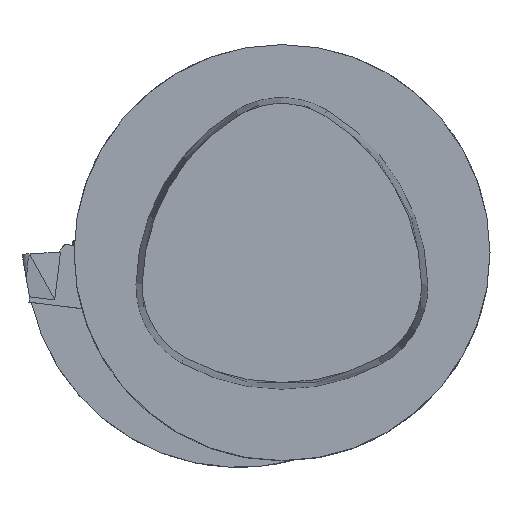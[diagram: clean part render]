
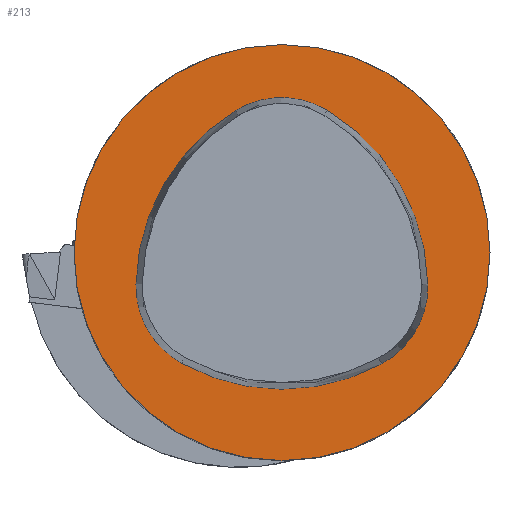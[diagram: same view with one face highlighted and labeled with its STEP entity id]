
A CAD part, top view. The second image highlights one B-rep face of the part: STEP entity #213.
In plain terms, the highlighted planar face has unit normal (0, 0, 1).
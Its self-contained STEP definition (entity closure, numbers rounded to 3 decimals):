
#79=PLANE('',#1412);
#140=FACE_OUTER_BOUND('',#590,.T.);
#213=ADVANCED_FACE('',(#140),#79,.T.);
#590=EDGE_LOOP('',(#791));
#791=ORIENTED_EDGE('',*,*,#1191,.T.);
#1049=VERTEX_POINT('',#2028);
#1191=EDGE_CURVE('',#1049,#1049,#1308,.T.);
#1308=CIRCLE('',#1406,20.);
#1406=AXIS2_PLACEMENT_3D('',#2027,#1644,#1645);
#1412=AXIS2_PLACEMENT_3D('',#2046,#1660,#1661);
#1644=DIRECTION('',(0.,0.,1.));
#1645=DIRECTION('',(0.,1.,0.));
#1660=DIRECTION('',(0.,0.,1.));
#1661=DIRECTION('',(0.,-1.,0.));
#2027=CARTESIAN_POINT('',(0.,0.,0.));
#2028=CARTESIAN_POINT('',(0.,20.,0.));
#2046=CARTESIAN_POINT('',(0.,0.,0.));
